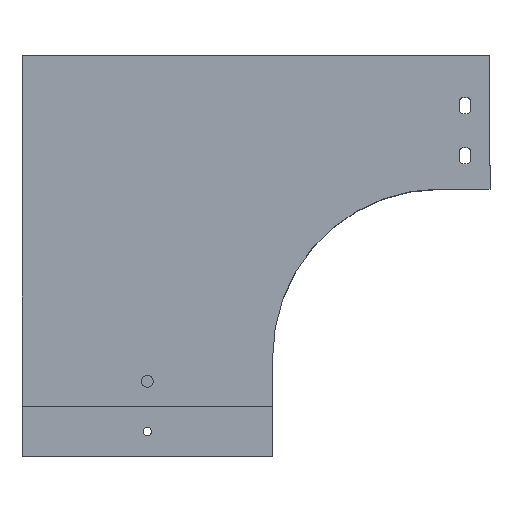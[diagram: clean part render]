
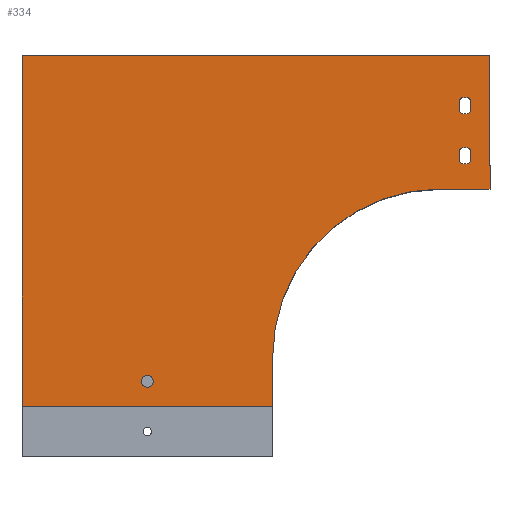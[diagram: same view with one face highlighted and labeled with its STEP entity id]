
A CAD part, top view. The second image highlights one B-rep face of the part: STEP entity #334.
In plain terms, the highlighted planar face has unit normal (0, 0, 1).
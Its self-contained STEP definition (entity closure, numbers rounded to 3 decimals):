
#57 = EDGE_LOOP ( 'NONE', ( #645, #644, #585, #646 ) ) ;
#59 = EDGE_LOOP ( 'NONE', ( #659 ) ) ;
#60 = EDGE_LOOP ( 'NONE', ( #638, #657, #596, #660 ) ) ;
#134 = EDGE_LOOP ( 'NONE', ( #631, #634, #633, #632, #635, #636, #637 ) ) ;
#334 = ADVANCED_FACE ( 'NONE', ( #1614, #1617, #1606, #1616 ), #984, .T. ) ;
#449 = DIRECTION ( 'NONE',  ( 0., -1., 0. ) ) ;
#459 = CARTESIAN_POINT ( 'NONE',  ( 0., 210., 1. ) ) ;
#460 = DIRECTION ( 'NONE',  ( 0., 1., 0. ) ) ;
#462 = CARTESIAN_POINT ( 'NONE',  ( 261.5, 146.429, 1. ) ) ;
#464 = CARTESIAN_POINT ( 'NONE',  ( 265., 150., 1. ) ) ;
#465 = DIRECTION ( 'NONE',  ( 0., 0., -1. ) ) ;
#466 = DIRECTION ( 'NONE',  ( -1., 0., 0. ) ) ;
#481 = CARTESIAN_POINT ( 'NONE',  ( 265., 180., 1. ) ) ;
#482 = DIRECTION ( 'NONE',  ( 0., 0., -1. ) ) ;
#483 = DIRECTION ( 'NONE',  ( -1., 0., 0. ) ) ;
#504 = CARTESIAN_POINT ( 'NONE',  ( 265., 150., 1. ) ) ;
#505 = DIRECTION ( 'NONE',  ( 0., 0., -1. ) ) ;
#506 = DIRECTION ( 'NONE',  ( -1., 0., 0. ) ) ;
#519 = CARTESIAN_POINT ( 'NONE',  ( 265., 180., 1. ) ) ;
#520 = DIRECTION ( 'NONE',  ( 0., 0., -1. ) ) ;
#521 = DIRECTION ( 'NONE',  ( -1., 0., 0. ) ) ;
#536 = CARTESIAN_POINT ( 'NONE',  ( 280., 210., 1. ) ) ;
#537 = CARTESIAN_POINT ( 'NONE',  ( 280., 130., 1. ) ) ;
#559 = CARTESIAN_POINT ( 'NONE',  ( 261.5, 176.429, 1. ) ) ;
#560 = DIRECTION ( 'NONE',  ( 0., 1., 0. ) ) ;
#563 = CARTESIAN_POINT ( 'NONE',  ( 268.5, 146.429, 1. ) ) ;
#564 = DIRECTION ( 'NONE',  ( 0., -1., 0. ) ) ;
#565 = CARTESIAN_POINT ( 'NONE',  ( 268.5, 176.429, 1. ) ) ;
#566 = DIRECTION ( 'NONE',  ( 0., -1., 0. ) ) ;
#568 = CARTESIAN_POINT ( 'NONE',  ( 75., 15., 1. ) ) ;
#569 = DIRECTION ( 'NONE',  ( 0., 0., -1. ) ) ;
#570 = DIRECTION ( 'NONE',  ( -1., 0., 0. ) ) ;
#571 = DIRECTION ( 'NONE',  ( 1., 0., 0. ) ) ;
#573 = DIRECTION ( 'NONE',  ( 0., 1., 0. ) ) ;
#574 = CARTESIAN_POINT ( 'NONE',  ( 0., 210., 1. ) ) ;
#585 = ORIENTED_EDGE ( 'NONE', *, *, #1052, .T. ) ;
#596 = ORIENTED_EDGE ( 'NONE', *, *, #1015, .T. ) ;
#631 = ORIENTED_EDGE ( 'NONE', *, *, #1158, .T. ) ;
#632 = ORIENTED_EDGE ( 'NONE', *, *, #1118, .T. ) ;
#633 = ORIENTED_EDGE ( 'NONE', *, *, #1167, .T. ) ;
#634 = ORIENTED_EDGE ( 'NONE', *, *, #1166, .T. ) ;
#635 = ORIENTED_EDGE ( 'NONE', *, *, #1119, .T. ) ;
#636 = ORIENTED_EDGE ( 'NONE', *, *, #1120, .T. ) ;
#637 = ORIENTED_EDGE ( 'NONE', *, *, #985, .T. ) ;
#638 = ORIENTED_EDGE ( 'NONE', *, *, #1074, .T. ) ;
#644 = ORIENTED_EDGE ( 'NONE', *, *, #1115, .T. ) ;
#645 = ORIENTED_EDGE ( 'NONE', *, *, #987, .T. ) ;
#646 = ORIENTED_EDGE ( 'NONE', *, *, #1000, .T. ) ;
#657 = ORIENTED_EDGE ( 'NONE', *, *, #1116, .T. ) ;
#659 = ORIENTED_EDGE ( 'NONE', *, *, #1117, .T. ) ;
#660 = ORIENTED_EDGE ( 'NONE', *, *, #1113, .T. ) ;
#679 = VERTEX_POINT ( 'NONE', #1089 ) ;
#680 = VERTEX_POINT ( 'NONE', #1091 ) ;
#685 = VERTEX_POINT ( 'NONE', #1097 ) ;
#687 = VERTEX_POINT ( 'NONE', #1705 ) ;
#688 = VERTEX_POINT ( 'NONE', #1706 ) ;
#689 = VERTEX_POINT ( 'NONE', #1707 ) ;
#691 = VERTEX_POINT ( 'NONE', #1709 ) ;
#709 = VERTEX_POINT ( 'NONE', #1727 ) ;
#710 = VERTEX_POINT ( 'NONE', #1728 ) ;
#712 = VERTEX_POINT ( 'NONE', #1730 ) ;
#715 = VERTEX_POINT ( 'NONE', #1733 ) ;
#722 = VERTEX_POINT ( 'NONE', #1740 ) ;
#753 = VERTEX_POINT ( 'NONE', #1771 ) ;
#754 = VERTEX_POINT ( 'NONE', #1772 ) ;
#763 = VERTEX_POINT ( 'NONE', #1781 ) ;
#977 = DIRECTION ( 'NONE',  ( 0., 0., 1. ) ) ;
#981 = CARTESIAN_POINT ( 'NONE',  ( 250., 30., 1. ) ) ;
#984 = PLANE ( 'NONE',  #1179 ) ;
#985 = EDGE_CURVE ( 'NONE', #689, #722, #1271, .T. ) ;
#986 = DIRECTION ( 'NONE',  ( 1., 0., 0. ) ) ;
#987 = EDGE_CURVE ( 'NONE', #753, #710, #1284, .T. ) ;
#1000 = EDGE_CURVE ( 'NONE', #680, #753, #1288, .T. ) ;
#1015 = EDGE_CURVE ( 'NONE', #691, #688, #1299, .T. ) ;
#1052 = EDGE_CURVE ( 'NONE', #712, #680, #1320, .T. ) ;
#1074 = EDGE_CURVE ( 'NONE', #754, #679, #1335, .T. ) ;
#1089 = CARTESIAN_POINT ( 'NONE',  ( 268.5, 183.571, 1. ) ) ;
#1091 = CARTESIAN_POINT ( 'NONE',  ( 261.5, 146.429, 1. ) ) ;
#1097 = CARTESIAN_POINT ( 'NONE',  ( 280., 130., 1. ) ) ;
#1113 = EDGE_CURVE ( 'NONE', #688, #754, #1369, .T. ) ;
#1115 = EDGE_CURVE ( 'NONE', #710, #712, #1373, .T. ) ;
#1116 = EDGE_CURVE ( 'NONE', #679, #691, #1375, .T. ) ;
#1117 = EDGE_CURVE ( 'NONE', #1445, #1445, #1377, .T. ) ;
#1118 = EDGE_CURVE ( 'NONE', #763, #685, #1380, .T. ) ;
#1119 = EDGE_CURVE ( 'NONE', #685, #687, #1379, .T. ) ;
#1120 = EDGE_CURVE ( 'NONE', #687, #689, #1383, .T. ) ;
#1158 = EDGE_CURVE ( 'NONE', #722, #715, #1398, .T. ) ;
#1166 = EDGE_CURVE ( 'NONE', #715, #709, #1404, .T. ) ;
#1167 = EDGE_CURVE ( 'NONE', #709, #763, #1405, .T. ) ;
#1179 = AXIS2_PLACEMENT_3D ( 'NONE', #981, #977, #986 ) ;
#1192 = AXIS2_PLACEMENT_3D ( 'NONE', #568, #569, #570 ) ;
#1199 = AXIS2_PLACEMENT_3D ( 'NONE', #1873, #1874, #1875 ) ;
#1209 = AXIS2_PLACEMENT_3D ( 'NONE', #464, #465, #466 ) ;
#1211 = AXIS2_PLACEMENT_3D ( 'NONE', #519, #520, #521 ) ;
#1212 = AXIS2_PLACEMENT_3D ( 'NONE', #504, #505, #506 ) ;
#1214 = AXIS2_PLACEMENT_3D ( 'NONE', #481, #482, #483 ) ;
#1271 = LINE ( 'NONE', #459, #1285 ) ;
#1284 = CIRCLE ( 'NONE', #1209, 5. ) ;
#1285 = VECTOR ( 'NONE', #449, 1000. ) ;
#1288 = LINE ( 'NONE', #462, #1294 ) ;
#1294 = VECTOR ( 'NONE', #460, 1000. ) ;
#1299 = CIRCLE ( 'NONE', #1214, 5. ) ;
#1320 = CIRCLE ( 'NONE', #1212, 5. ) ;
#1335 = CIRCLE ( 'NONE', #1211, 5. ) ;
#1369 = LINE ( 'NONE', #559, #1372 ) ;
#1372 = VECTOR ( 'NONE', #560, 1000. ) ;
#1373 = LINE ( 'NONE', #563, #1376 ) ;
#1375 = LINE ( 'NONE', #565, #1378 ) ;
#1376 = VECTOR ( 'NONE', #564, 1000. ) ;
#1377 = CIRCLE ( 'NONE', #1192, 3.5 ) ;
#1378 = VECTOR ( 'NONE', #566, 1000. ) ;
#1379 = LINE ( 'NONE', #536, #1381 ) ;
#1380 = LINE ( 'NONE', #537, #1382 ) ;
#1381 = VECTOR ( 'NONE', #573, 1000. ) ;
#1382 = VECTOR ( 'NONE', #571, 1000. ) ;
#1383 = LINE ( 'NONE', #574, #1385 ) ;
#1385 = VECTOR ( 'NONE', #1841, 1000. ) ;
#1398 = LINE ( 'NONE', #1864, #1401 ) ;
#1401 = VECTOR ( 'NONE', #1865, 1000. ) ;
#1404 = LINE ( 'NONE', #1859, #1406 ) ;
#1405 = CIRCLE ( 'NONE', #1199, 100. ) ;
#1406 = VECTOR ( 'NONE', #1860, 1000. ) ;
#1445 = VERTEX_POINT ( 'NONE', #1932 ) ;
#1606 = FACE_BOUND ( 'NONE', #60, .T. ) ;
#1614 = FACE_OUTER_BOUND ( 'NONE', #134, .T. ) ;
#1616 = FACE_BOUND ( 'NONE', #59, .T. ) ;
#1617 = FACE_BOUND ( 'NONE', #57, .T. ) ;
#1705 = CARTESIAN_POINT ( 'NONE',  ( 280., 210., 1. ) ) ;
#1706 = CARTESIAN_POINT ( 'NONE',  ( 261.5, 176.429, 1. ) ) ;
#1707 = CARTESIAN_POINT ( 'NONE',  ( 0., 210., 1. ) ) ;
#1709 = CARTESIAN_POINT ( 'NONE',  ( 268.5, 176.429, 1. ) ) ;
#1727 = CARTESIAN_POINT ( 'NONE',  ( 150., 30., 1. ) ) ;
#1728 = CARTESIAN_POINT ( 'NONE',  ( 268.5, 153.571, 1. ) ) ;
#1730 = CARTESIAN_POINT ( 'NONE',  ( 268.5, 146.429, 1. ) ) ;
#1733 = CARTESIAN_POINT ( 'NONE',  ( 150., 0., 1. ) ) ;
#1740 = CARTESIAN_POINT ( 'NONE',  ( 0., 0., 1. ) ) ;
#1771 = CARTESIAN_POINT ( 'NONE',  ( 261.5, 153.571, 1. ) ) ;
#1772 = CARTESIAN_POINT ( 'NONE',  ( 261.5, 183.571, 1. ) ) ;
#1781 = CARTESIAN_POINT ( 'NONE',  ( 250., 130., 1. ) ) ;
#1841 = DIRECTION ( 'NONE',  ( -1., 0., 0. ) ) ;
#1859 = CARTESIAN_POINT ( 'NONE',  ( 150., 0., 1. ) ) ;
#1860 = DIRECTION ( 'NONE',  ( 0., 1., 0. ) ) ;
#1864 = CARTESIAN_POINT ( 'NONE',  ( 0., 0., 1. ) ) ;
#1865 = DIRECTION ( 'NONE',  ( 1., 0., 0. ) ) ;
#1873 = CARTESIAN_POINT ( 'NONE',  ( 250., 30., 1. ) ) ;
#1874 = DIRECTION ( 'NONE',  ( 0., 0., -1. ) ) ;
#1875 = DIRECTION ( 'NONE',  ( 1., 0., 0. ) ) ;
#1932 = CARTESIAN_POINT ( 'NONE',  ( 71.5, 15., 1. ) ) ;
